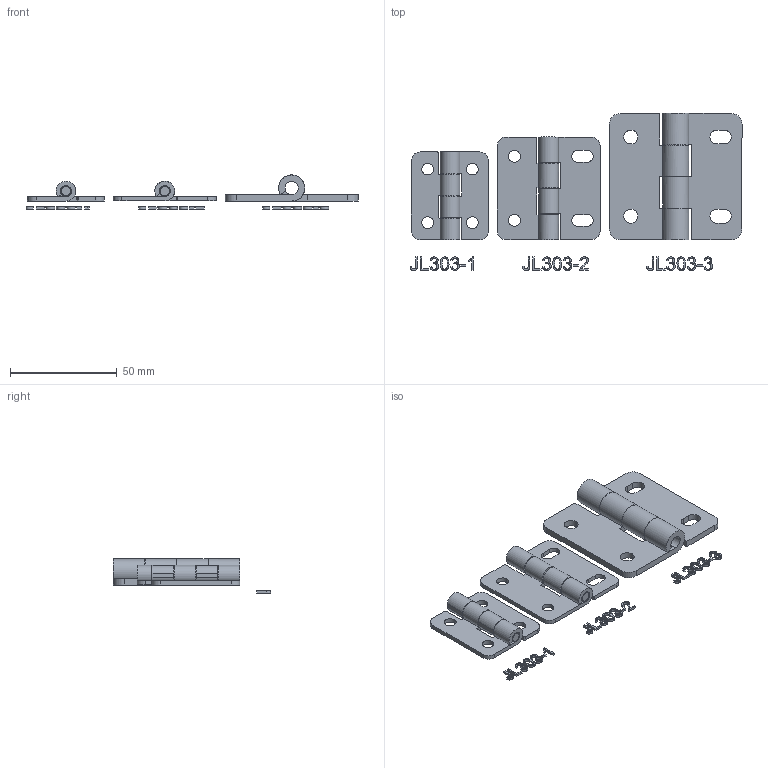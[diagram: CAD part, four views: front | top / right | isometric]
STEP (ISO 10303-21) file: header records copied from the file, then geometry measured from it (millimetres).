
FILE_DESCRIPTION(/* description */ (''),/* implementation_level */ '2;1');
FILE_NAME(/* name */ 'JL303',/* time_stamp */ '2024-10-11T13:39:14+08:00',/* author */ (''),/* organization */ (''),/* preprocessor_version */ 'ST-DEVELOPER v19.2',/* originating_system */ 'Rhino 8.5',/* authorisation */ '');
FILE_SCHEMA (('CONFIG_CONTROL_DESIGN'));
Length unit declared in the file: millimetre
Products named in the file (1): Document
Bounding box: 155.21 x 73.41 x 15.93 mm (x, y, z)
Volume: 24490.4 mm3; surface area: 24478.8 mm2
Topology: 29 solids, 29 shells, 340 faces, 863 edges, 581 vertices
Faces by surface type: plane 202, cylinder 78, bspline 60
Entity records: 12647 total; most frequent: CARTESIAN_POINT 6100, ORIENTED_EDGE 1676, EDGE_CURVE 838, B_SPLINE_CURVE_WITH_KNOTS 630, DIRECTION 578, VERTEX_POINT 556, AXIS2_PLACEMENT_3D 420, EDGE_LOOP 370
